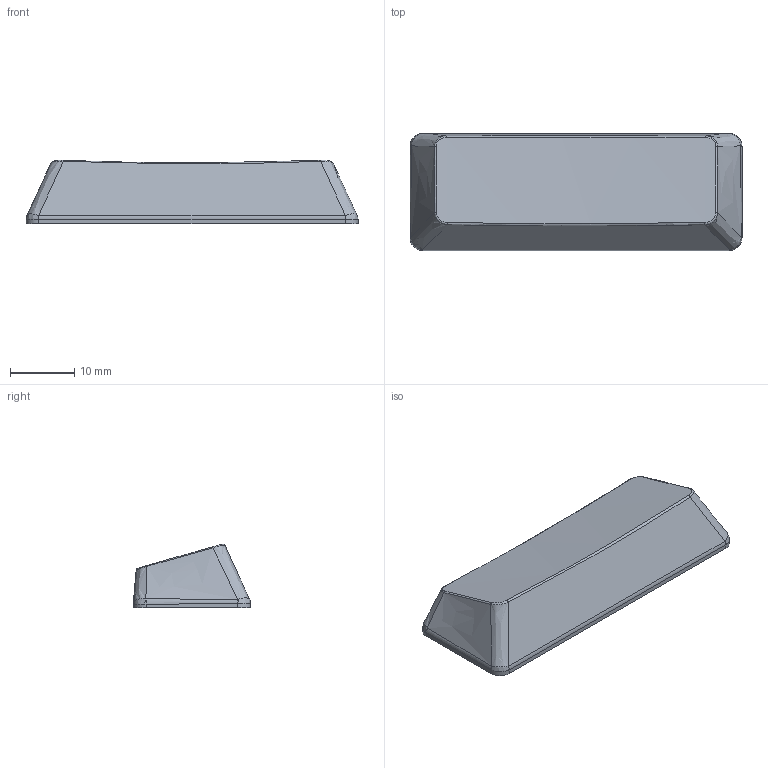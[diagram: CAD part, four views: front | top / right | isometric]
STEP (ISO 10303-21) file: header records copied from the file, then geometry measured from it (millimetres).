
FILE_DESCRIPTION(/* description */ (''),/* implementation_level */ '2;1');
FILE_NAME(/* name */ 'Row_4_2.75u.step',/* time_stamp */ '2021-02-26T18:32:03-06:00',/* author */ (''),/* organization */ (''),/* preprocessor_version */ 'ST-DEVELOPER v18.1',/* originating_system */ 'Autodesk Translation Framework v9.7.1.1290',/* authorisation */ '');
FILE_SCHEMA (('AUTOMOTIVE_DESIGN { 1 0 10303 214 3 1 1 }'));
Length unit declared in the file: millimetre
Products named in the file (1): Row_4_2.75u
Bounding box: 51.5 x 18.16 x 9.84 mm (x, y, z)
Volume: 1602.6 mm3; surface area: 3984 mm2
Topology: 1 solids, 1 shells, 120 faces, 296 edges, 185 vertices
Faces by surface type: bspline 53, plane 52, cylinder 15
Full cylindrical faces by diameter (mm): 5.5 x3
Entity records: 4903 total; most frequent: CARTESIAN_POINT 2426, ORIENTED_EDGE 592, DIRECTION 337, EDGE_CURVE 296, VERTEX_POINT 185, B_SPLINE_CURVE_WITH_KNOTS 142, EDGE_LOOP 127, FACE_OUTER_BOUND 120
